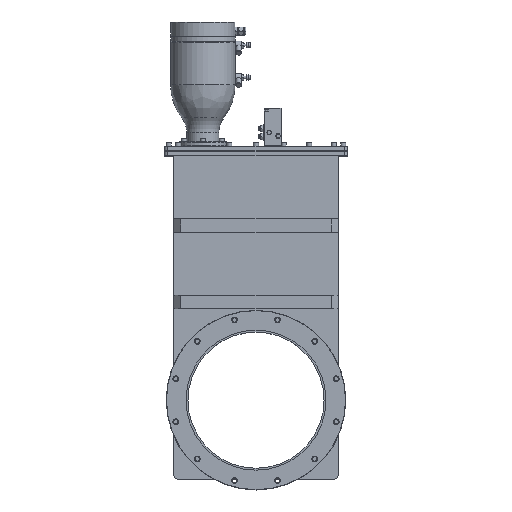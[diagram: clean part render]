
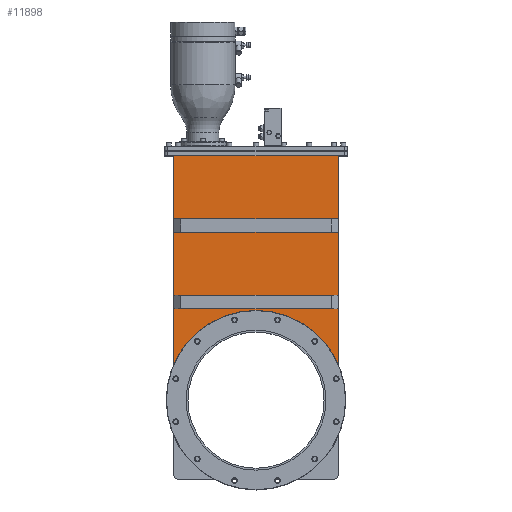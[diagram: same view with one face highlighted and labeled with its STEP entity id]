
A CAD part, top view. The second image highlights one B-rep face of the part: STEP entity #11898.
In plain terms, the highlighted planar face has unit normal (0, 0, 1).
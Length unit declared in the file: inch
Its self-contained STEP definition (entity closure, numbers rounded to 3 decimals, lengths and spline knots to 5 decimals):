
#455=DIRECTION('',(0.,-1.,0.));
#456=VECTOR('',#455,1.);
#457=CARTESIAN_POINT('',(-6.04,7.7145,0.827));
#458=LINE('',#457,#456);
#459=DIRECTION('',(1.,0.,0.));
#460=VECTOR('',#459,12.08);
#461=CARTESIAN_POINT('',(-6.04,6.7145,0.827));
#462=LINE('',#461,#460);
#463=DIRECTION('',(0.,1.,0.));
#464=VECTOR('',#463,1.);
#465=CARTESIAN_POINT('',(6.04,6.7145,0.827));
#466=LINE('',#465,#464);
#467=DIRECTION('',(-1.,0.,0.));
#468=VECTOR('',#467,12.08);
#469=CARTESIAN_POINT('',(6.04,7.7145,0.827));
#470=LINE('',#469,#468);
#471=DIRECTION('',(0.,-1.,0.));
#472=VECTOR('',#471,1.);
#473=CARTESIAN_POINT('',(-6.04,13.3245,0.827));
#474=LINE('',#473,#472);
#475=DIRECTION('',(1.,0.,0.));
#476=VECTOR('',#475,12.08);
#477=CARTESIAN_POINT('',(-6.04,12.3245,0.827));
#478=LINE('',#477,#476);
#479=DIRECTION('',(0.,1.,0.));
#480=VECTOR('',#479,1.);
#481=CARTESIAN_POINT('',(6.04,12.3245,0.827));
#482=LINE('',#481,#480);
#483=DIRECTION('',(-1.,0.,0.));
#484=VECTOR('',#483,12.08);
#485=CARTESIAN_POINT('',(6.04,13.3245,0.827));
#486=LINE('',#485,#484);
#487=DIRECTION('',(0.,-1.,0.));
#488=VECTOR('',#487,15.37947);
#489=CARTESIAN_POINT('',(6.0575,17.935,0.827));
#490=LINE('',#489,#488);
#491=CARTESIAN_POINT('',(0.,0.,0.827));
#492=DIRECTION('',(0.,0.,-1.));
#493=DIRECTION('',(0.,1.,0.));
#494=AXIS2_PLACEMENT_3D('',#491,#492,#493);
#496=CARTESIAN_POINT('',(0.,0.,0.827));
#497=DIRECTION('',(0.,0.,1.));
#498=DIRECTION('',(0.,1.,0.));
#499=AXIS2_PLACEMENT_3D('',#496,#497,#498);
#501=DIRECTION('',(0.,1.,0.));
#502=VECTOR('',#501,15.37947);
#503=CARTESIAN_POINT('',(-6.0575,2.55553,0.827));
#504=LINE('',#503,#502);
#505=DIRECTION('',(1.,0.,0.));
#506=VECTOR('',#505,12.115);
#507=CARTESIAN_POINT('',(-6.0575,17.935,0.827));
#508=LINE('',#507,#506);
#9101=CARTESIAN_POINT('',(-6.0575,17.935,0.827));
#9102=CARTESIAN_POINT('',(6.0575,17.935,0.827));
#9103=VERTEX_POINT('',#9101);
#9104=VERTEX_POINT('',#9102);
#9169=CARTESIAN_POINT('',(-6.04,7.7145,0.827));
#9170=CARTESIAN_POINT('',(-6.04,6.7145,0.827));
#9171=VERTEX_POINT('',#9169);
#9172=VERTEX_POINT('',#9170);
#9173=CARTESIAN_POINT('',(6.04,6.7145,0.827));
#9174=VERTEX_POINT('',#9173);
#9175=CARTESIAN_POINT('',(6.04,7.7145,0.827));
#9176=VERTEX_POINT('',#9175);
#9177=CARTESIAN_POINT('',(-6.04,13.3245,0.827));
#9178=CARTESIAN_POINT('',(-6.04,12.3245,0.827));
#9179=VERTEX_POINT('',#9177);
#9180=VERTEX_POINT('',#9178);
#9181=CARTESIAN_POINT('',(6.04,12.3245,0.827));
#9182=VERTEX_POINT('',#9181);
#9183=CARTESIAN_POINT('',(6.04,13.3245,0.827));
#9184=VERTEX_POINT('',#9183);
#10517=CARTESIAN_POINT('',(0.,6.5745,0.827));
#10518=VERTEX_POINT('',#10517);
#10521=CARTESIAN_POINT('',(6.0575,2.55553,0.827));
#10522=VERTEX_POINT('',#10521);
#10525=CARTESIAN_POINT('',(-6.0575,2.55553,0.827));
#10526=VERTEX_POINT('',#10525);
#11862=CARTESIAN_POINT('',(0.,0.,0.827));
#11863=DIRECTION('',(0.,0.,1.));
#11864=DIRECTION('',(1.,0.,0.));
#11865=AXIS2_PLACEMENT_3D('',#11862,#11863,#11864);
#11866=PLANE('',#11865);
#11868=ORIENTED_EDGE('',*,*,#11867,.T.);
#11870=ORIENTED_EDGE('',*,*,#11869,.F.);
#11872=ORIENTED_EDGE('',*,*,#11871,.T.);
#11873=ORIENTED_EDGE('',*,*,#11638,.T.);
#11875=ORIENTED_EDGE('',*,*,#11874,.T.);
#11876=EDGE_LOOP('',(#11868,#11870,#11872,#11873,#11875));
#11877=FACE_OUTER_BOUND('',#11876,.F.);
#11879=ORIENTED_EDGE('',*,*,#11878,.T.);
#11881=ORIENTED_EDGE('',*,*,#11880,.T.);
#11883=ORIENTED_EDGE('',*,*,#11882,.T.);
#11885=ORIENTED_EDGE('',*,*,#11884,.T.);
#11886=EDGE_LOOP('',(#11879,#11881,#11883,#11885));
#11887=FACE_BOUND('',#11886,.F.);
#11889=ORIENTED_EDGE('',*,*,#11888,.T.);
#11891=ORIENTED_EDGE('',*,*,#11890,.T.);
#11893=ORIENTED_EDGE('',*,*,#11892,.T.);
#11895=ORIENTED_EDGE('',*,*,#11894,.T.);
#11896=EDGE_LOOP('',(#11889,#11891,#11893,#11895));
#11897=FACE_BOUND('',#11896,.F.);
#495=CIRCLE('',#494,6.5745);
#500=CIRCLE('',#499,6.5745);
#11638=EDGE_CURVE('',#10526,#9103,#504,.T.);
#11867=EDGE_CURVE('',#9104,#10522,#490,.T.);
#11869=EDGE_CURVE('',#10518,#10522,#495,.T.);
#11871=EDGE_CURVE('',#10518,#10526,#500,.T.);
#11874=EDGE_CURVE('',#9103,#9104,#508,.T.);
#11878=EDGE_CURVE('',#9171,#9172,#458,.T.);
#11880=EDGE_CURVE('',#9172,#9174,#462,.T.);
#11882=EDGE_CURVE('',#9174,#9176,#466,.T.);
#11884=EDGE_CURVE('',#9176,#9171,#470,.T.);
#11888=EDGE_CURVE('',#9179,#9180,#474,.T.);
#11890=EDGE_CURVE('',#9180,#9182,#478,.T.);
#11892=EDGE_CURVE('',#9182,#9184,#482,.T.);
#11894=EDGE_CURVE('',#9184,#9179,#486,.T.);
#11898=ADVANCED_FACE('',(#11877,#11887,#11897),#11866,.T.);
